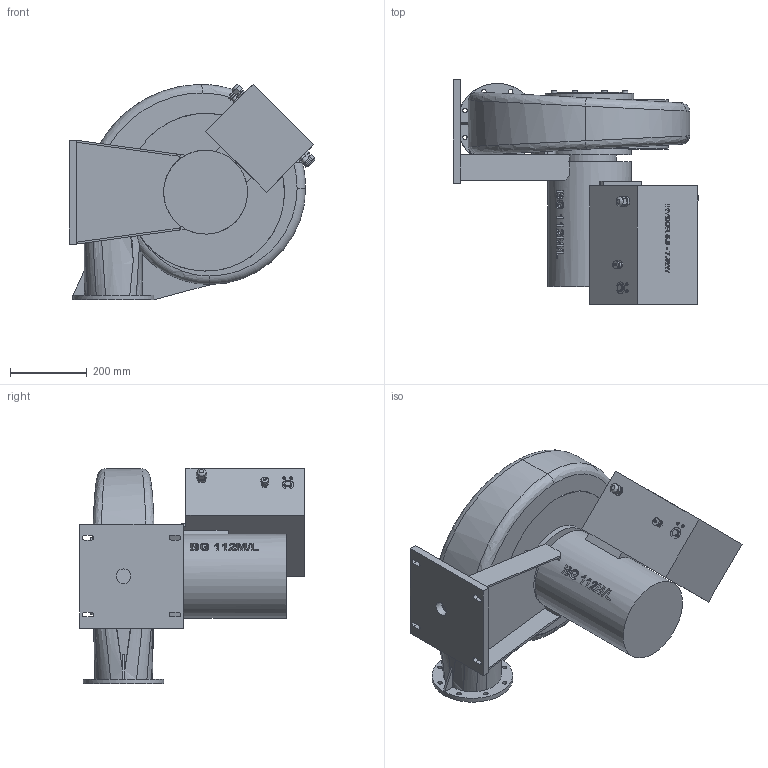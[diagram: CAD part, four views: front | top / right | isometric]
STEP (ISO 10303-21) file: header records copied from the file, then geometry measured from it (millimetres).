
FILE_DESCRIPTION((''),'2;1');
FILE_NAME('AttTemp.stp','2014-08-19T15:35:38',('luginsland'),(''),'Autodesk Inventor 2012','Autodesk Inventor 2012','');
FILE_SCHEMA(('CONFIG_CONTROL_DESIGN'));
Length unit declared in the file: millimetre
Products named in the file (1): 01-TB-24151
Bounding box: 639.48 x 584.7 x 561.07 mm (x, y, z)
Volume: 59698318.5 mm3; surface area: 1875764.2 mm2
Topology: 1 solids, 9 shells, 921 faces, 2488 edges, 1667 vertices
Faces by surface type: plane 622, bspline 207, cylinder 76, torus 8, cone 8
Full cylindrical faces by diameter (mm): 6.5 x1, 6.65 x8, 11.5 x8, 14 x1, 14.4 x8, 16 x1, 18 x1, 20 x3, 28 x1, 38 x1, 140 x2, 160 x2, 176 x1, 218 x2, 229 x1, 230 x1
Entity records: 32037 total; most frequent: CARTESIAN_POINT 9216, ORIENTED_EDGE 4828, DIRECTION 3674, EDGE_CURVE 2414, VECTOR 1672, LINE 1672, VERTEX_POINT 1648, EDGE_LOOP 1154
